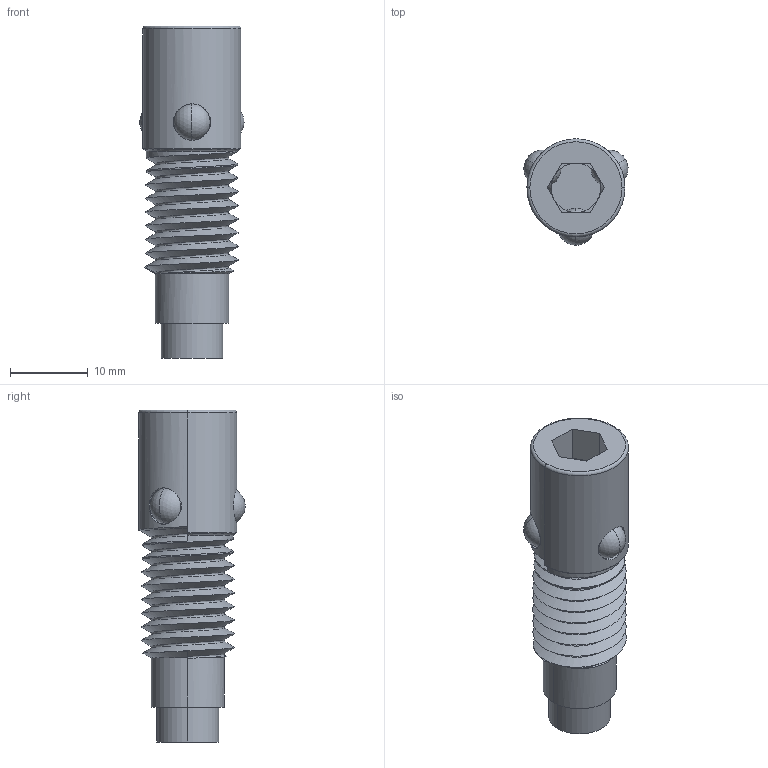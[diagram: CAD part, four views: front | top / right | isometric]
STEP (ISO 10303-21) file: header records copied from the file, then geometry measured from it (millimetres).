
FILE_DESCRIPTION (( 'STEP AP203' ), '1' );
FILE_NAME ('11612.STEP', '2016-01-27T13:56:33', ( 'tkrafton' ), ( 'Microsoft' ), 'SwSTEP 2.0', 'SolidWorks 2015', '' );
FILE_SCHEMA (( 'CONFIG_CONTROL_DESIGN' ));
Length unit declared in the file: inch
Products named in the file (1): 11612
Bounding box: 13.34 x 13.64 x 42.57 mm (x, y, z)
Surface area: 2834.5 mm2 (no closed solid volume)
Topology: 0 solids, 8 shells, 64 faces, 179 edges, 116 vertices
Faces by surface type: cylinder 27, plane 17, sphere 6, cone 5, bspline 5, torus 4
Entity records: 4664 total; most frequent: CARTESIAN_POINT 3107, DIRECTION 306, ORIENTED_EDGE 296, EDGE_CURVE 164, AXIS2_PLACEMENT_3D 121, VERTEX_POINT 107, EDGE_LOOP 69, VECTOR 64
